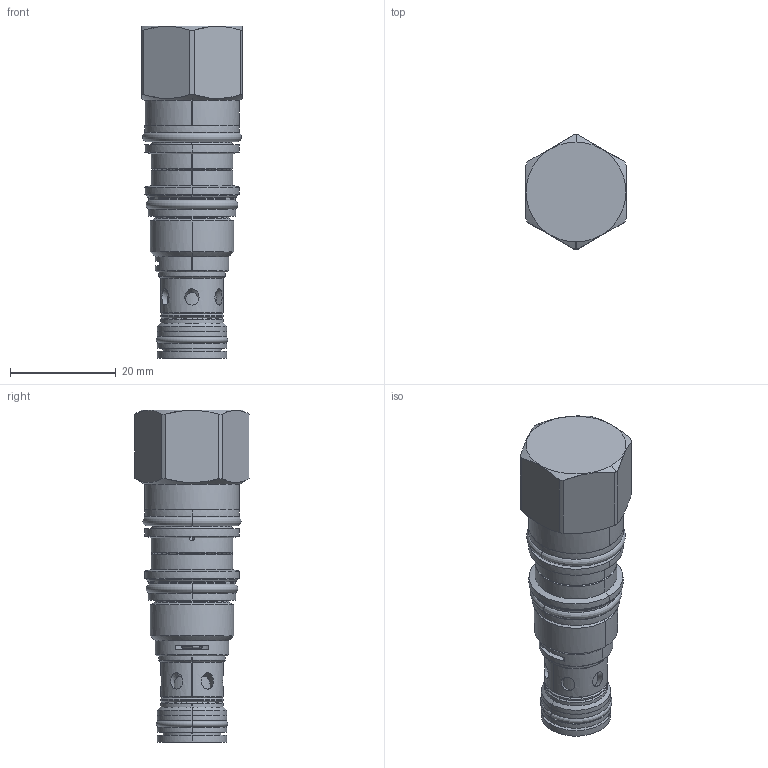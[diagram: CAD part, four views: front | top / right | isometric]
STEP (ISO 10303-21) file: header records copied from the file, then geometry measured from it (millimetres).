
FILE_DESCRIPTION((''),'2;1');
FILE_NAME('CKBBXCN_SW_PRT','2019-07-12T',('charlief'),(''),'PRO/ENGINEER BY PARAMETRIC TECHNOLOGY CORPORATION, 2016010','PRO/ENGINEER BY PARAMETRIC TECHNOLOGY CORPORATION, 2016010','');
FILE_SCHEMA(('CONFIG_CONTROL_DESIGN'));
Products named in the file (1): CKBBXCN_SW_PRT
Bounding box: 19.05 x 21.54 x 62.7 mm (x, y, z)
Surface area: 7848.8 mm2 (no closed solid volume)
Topology: 0 solids, 0 shells, 226 faces, 1122 edges, 1104 vertices
Faces by surface type: bspline 194, torus 32
Entity records: 41166 total; most frequent: CARTESIAN_POINT 31358, DIRECTION 1619, TRIMMED_CURVE 1260, DEFINITIONAL_REPRESENTATION 1086, PCURVE 1086, COMPOSITE_CURVE_SEGMENT 1086, VECTOR 965, LINE 965
